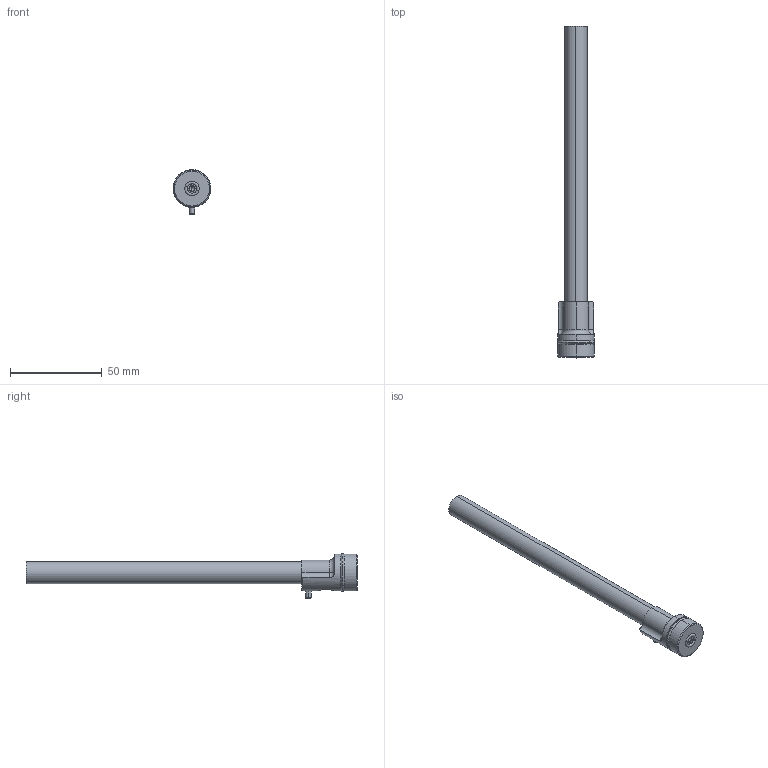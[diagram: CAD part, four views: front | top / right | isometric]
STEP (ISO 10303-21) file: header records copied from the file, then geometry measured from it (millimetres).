
FILE_DESCRIPTION (( 'STEP AP214' ), '1' );
FILE_NAME ('TB122030.STEP', '2013-11-29T11:06:09', ( '' ), ( '' ), 'SwSTEP 2.0', 'SolidWorks 2011', '' );
FILE_SCHEMA (( 'AUTOMOTIVE_DESIGN' ));
Length unit declared in the file: millimetre
Products named in the file (6): jt17x1.5; 8TB122030; TB122030; TL101160; jt8x1.5; Parallel Pin Unhardened_DIN_Parallel Pin ISO 2338 - 3 h6 x 8 - St
Assembly tree (5 placements, depth 2):
  TB122030
    TL101160
    jt17x1.5
    8TB122030
    Parallel Pin Unhardened_DIN_Parallel Pin ISO 2338 - 3 h6 x 8 - St
    jt8x1.5
Bounding box: 20.45 x 180.5 x 24.23 mm (x, y, z)
Volume: 11106.9 mm3; surface area: 14731.6 mm2
Topology: 5 solids, 5 shells, 70 faces, 170 edges, 102 vertices
Faces by surface type: cylinder 28, cone 14, torus 13, plane 11, sphere 4
Entity records: 2682 total; most frequent: CARTESIAN_POINT 676, DIRECTION 390, ORIENTED_EDGE 328, AXIS2_PLACEMENT_3D 172, EDGE_CURVE 164, VERTEX_POINT 102, CIRCLE 94, EDGE_LOOP 78
